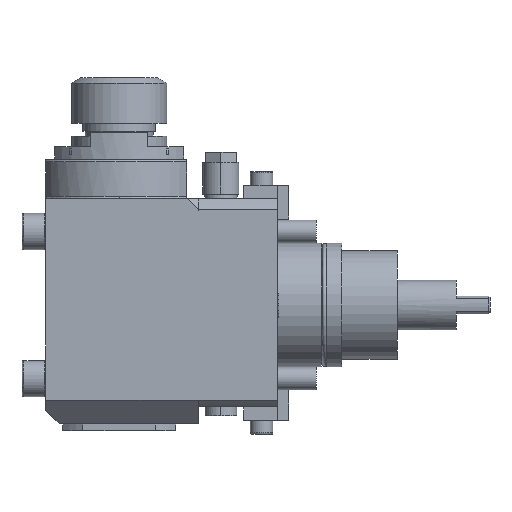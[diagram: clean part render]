
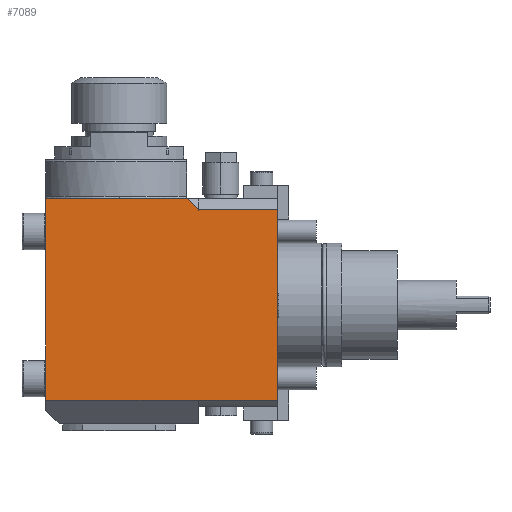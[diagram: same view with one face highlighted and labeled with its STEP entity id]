
A CAD part, front view. The second image highlights one B-rep face of the part: STEP entity #7089.
In plain terms, the highlighted planar face has unit normal (0, -1, 0).
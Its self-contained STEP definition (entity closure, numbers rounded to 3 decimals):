
#65=DIRECTION('',(0.,0.,-1.));
#66=VECTOR('',#65,84.291);
#67=CARTESIAN_POINT('',(0.,-42.,42.146));
#68=LINE('',#67,#66);
#371=DIRECTION('',(0.,0.,-1.));
#372=VECTOR('',#371,89.);
#373=CARTESIAN_POINT('',(-102.5,-42.,47.));
#374=LINE('',#373,#372);
#1858=DIRECTION('',(-1.,0.,0.));
#1859=VECTOR('',#1858,67.5);
#1860=CARTESIAN_POINT('',(-35.,-42.,-42.));
#1861=LINE('',#1860,#1859);
#1862=DIRECTION('',(1.,0.,0.));
#1863=VECTOR('',#1862,62.5);
#1864=CARTESIAN_POINT('',(-102.5,-42.,47.));
#1865=LINE('',#1864,#1863);
#1866=DIRECTION('',(0.707,0.,-0.707));
#1867=VECTOR('',#1866,7.071);
#1868=CARTESIAN_POINT('',(-40.,-42.,47.));
#1869=LINE('',#1868,#1867);
#1870=DIRECTION('',(-1.,0.,0.));
#1871=VECTOR('',#1870,35.);
#1872=CARTESIAN_POINT('',(0.,-42.,42.146));
#1873=LINE('',#1872,#1871);
#1874=DIRECTION('',(-1.,0.,0.));
#1875=VECTOR('',#1874,35.);
#1876=CARTESIAN_POINT('',(0.,-42.,-42.146));
#1877=LINE('',#1876,#1875);
#1882=DIRECTION('',(0.,0.,-1.));
#1883=VECTOR('',#1882,0.146);
#1884=CARTESIAN_POINT('',(-35.,-42.,-42.));
#1885=LINE('',#1884,#1883);
#2020=DIRECTION('',(0.,0.,-1.));
#2021=VECTOR('',#2020,0.146);
#2022=CARTESIAN_POINT('',(-35.,-42.,42.146));
#2023=LINE('',#2022,#2021);
#4254=CARTESIAN_POINT('',(0.,-42.,42.146));
#4255=CARTESIAN_POINT('',(0.,-42.,-42.146));
#4256=VERTEX_POINT('',#4254);
#4257=VERTEX_POINT('',#4255);
#4260=CARTESIAN_POINT('',(-35.,-42.,-42.146));
#4261=VERTEX_POINT('',#4260);
#4262=CARTESIAN_POINT('',(-35.,-42.,42.146));
#4263=VERTEX_POINT('',#4262);
#4348=CARTESIAN_POINT('',(-102.5,-42.,47.));
#4350=VERTEX_POINT('',#4348);
#4374=CARTESIAN_POINT('',(-40.,-42.,47.));
#4376=VERTEX_POINT('',#4374);
#4386=CARTESIAN_POINT('',(-102.5,-42.,-42.));
#4387=VERTEX_POINT('',#4386);
#4397=CARTESIAN_POINT('',(-35.,-42.,-42.));
#4399=VERTEX_POINT('',#4397);
#4403=CARTESIAN_POINT('',(-35.,-42.,42.));
#4405=VERTEX_POINT('',#4403);
#7067=CARTESIAN_POINT('',(-35.,-42.,47.));
#7068=DIRECTION('',(0.,1.,0.));
#7069=DIRECTION('',(0.,0.,-1.));
#7070=AXIS2_PLACEMENT_3D('',#7067,#7068,#7069);
#7071=PLANE('',#7070);
#7073=ORIENTED_EDGE('',*,*,#7072,.F.);
#7075=ORIENTED_EDGE('',*,*,#7074,.T.);
#7076=ORIENTED_EDGE('',*,*,#5686,.F.);
#7077=ORIENTED_EDGE('',*,*,#5303,.T.);
#7079=ORIENTED_EDGE('',*,*,#7078,.T.);
#7081=ORIENTED_EDGE('',*,*,#7080,.F.);
#7083=ORIENTED_EDGE('',*,*,#7082,.F.);
#7084=ORIENTED_EDGE('',*,*,#5360,.T.);
#7086=ORIENTED_EDGE('',*,*,#7085,.T.);
#7087=EDGE_LOOP('',(#7073,#7075,#7076,#7077,#7079,#7081,#7083,#7084,#7086));
#7088=FACE_OUTER_BOUND('',#7087,.F.);
#7089=ADVANCED_FACE('',(#7088),#7071,.F.);
#5303=EDGE_CURVE('',#4350,#4376,#1865,.T.);
#5360=EDGE_CURVE('',#4256,#4257,#68,.T.);
#5686=EDGE_CURVE('',#4350,#4387,#374,.T.);
#7072=EDGE_CURVE('',#4399,#4261,#1885,.T.);
#7074=EDGE_CURVE('',#4399,#4387,#1861,.T.);
#7078=EDGE_CURVE('',#4376,#4405,#1869,.T.);
#7080=EDGE_CURVE('',#4263,#4405,#2023,.T.);
#7082=EDGE_CURVE('',#4256,#4263,#1873,.T.);
#7085=EDGE_CURVE('',#4257,#4261,#1877,.T.);
